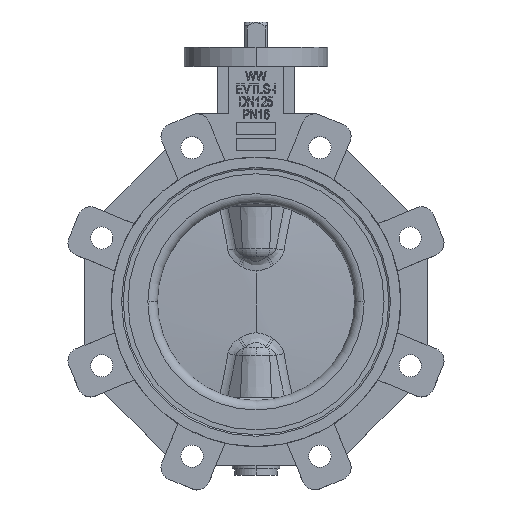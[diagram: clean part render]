
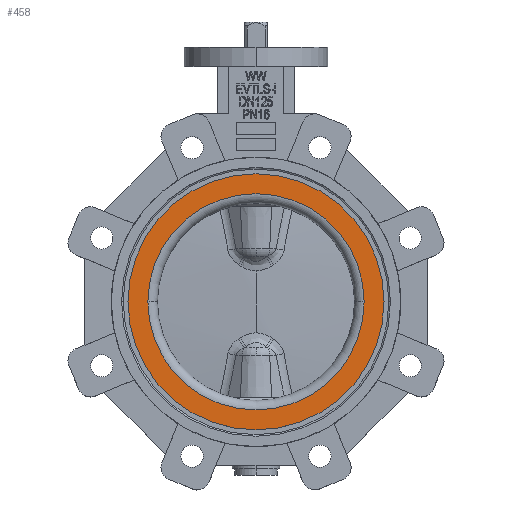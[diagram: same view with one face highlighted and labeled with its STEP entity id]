
A CAD part, top view. The second image highlights one B-rep face of the part: STEP entity #458.
In plain terms, the highlighted planar face has unit normal (0, 0, 1).
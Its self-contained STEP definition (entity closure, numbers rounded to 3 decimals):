
#458 = ADVANCED_FACE ( 'NONE', ( #13256, #18808 ), #11652, .F. ) ;
#785 = CARTESIAN_POINT ( 'NONE',  ( 0., 0., 29. ) ) ;
#1646 = VERTEX_POINT ( 'NONE', #20007 ) ;
#1811 = ORIENTED_EDGE ( 'NONE', *, *, #9855, .T. ) ;
#2114 = DIRECTION ( 'NONE',  ( 1., 0., 0. ) ) ;
#2318 = CARTESIAN_POINT ( 'NONE',  ( 80.5, 0., 29. ) ) ;
#2433 = ORIENTED_EDGE ( 'NONE', *, *, #15993, .T. ) ;
#2489 = DIRECTION ( 'NONE',  ( 0., 0., 1. ) ) ;
#2646 = CIRCLE ( 'NONE', #15153, 80.5 ) ;
#3663 = CARTESIAN_POINT ( 'NONE',  ( 0., 0., 29. ) ) ;
#3744 = ORIENTED_EDGE ( 'NONE', *, *, #12716, .F. ) ;
#3872 = DIRECTION ( 'NONE',  ( -1., 0., 0. ) ) ;
#5319 = DIRECTION ( 'NONE',  ( 1., 0., 0. ) ) ;
#5358 = EDGE_CURVE ( 'NONE', #9097, #1646, #11336, .T. ) ;
#5556 = AXIS2_PLACEMENT_3D ( 'NONE', #785, #10163, #5319 ) ;
#5563 = VERTEX_POINT ( 'NONE', #10758 ) ;
#7056 = DIRECTION ( 'NONE',  ( 1., 0., 0. ) ) ;
#7537 = EDGE_LOOP ( 'NONE', ( #12385, #3744 ) ) ;
#8961 = AXIS2_PLACEMENT_3D ( 'NONE', #9112, #13822, #18554 ) ;
#9097 = VERTEX_POINT ( 'NONE', #12163 ) ;
#9112 = CARTESIAN_POINT ( 'NONE',  ( 0., 0., 29. ) ) ;
#9855 = EDGE_CURVE ( 'NONE', #5563, #10176, #2646, .T. ) ;
#10163 = DIRECTION ( 'NONE',  ( 0., 0., 1. ) ) ;
#10176 = VERTEX_POINT ( 'NONE', #2318 ) ;
#10388 = CARTESIAN_POINT ( 'NONE',  ( 0., 0., 29. ) ) ;
#10631 = CIRCLE ( 'NONE', #19206, 68. ) ;
#10758 = CARTESIAN_POINT ( 'NONE',  ( -80.5, 0., 29. ) ) ;
#11307 = DIRECTION ( 'NONE',  ( 0., 0., 1. ) ) ;
#11336 = CIRCLE ( 'NONE', #5556, 68. ) ;
#11652 = PLANE ( 'NONE',  #16139 ) ;
#12163 = CARTESIAN_POINT ( 'NONE',  ( 68., 0., 29. ) ) ;
#12385 = ORIENTED_EDGE ( 'NONE', *, *, #5358, .F. ) ;
#12716 = EDGE_CURVE ( 'NONE', #1646, #9097, #10631, .T. ) ;
#13248 = DIRECTION ( 'NONE',  ( 0., 0., -1. ) ) ;
#13256 = FACE_BOUND ( 'NONE', #7537, .T. ) ;
#13822 = DIRECTION ( 'NONE',  ( 0., 0., 1. ) ) ;
#15153 = AXIS2_PLACEMENT_3D ( 'NONE', #10388, #2489, #7056 ) ;
#15987 = EDGE_LOOP ( 'NONE', ( #2433, #1811 ) ) ;
#15993 = EDGE_CURVE ( 'NONE', #10176, #5563, #19778, .T. ) ;
#16139 = AXIS2_PLACEMENT_3D ( 'NONE', #17980, #13248, #3872 ) ;
#17980 = CARTESIAN_POINT ( 'NONE',  ( 0., 68., 29. ) ) ;
#18554 = DIRECTION ( 'NONE',  ( 1., 0., 0. ) ) ;
#18808 = FACE_OUTER_BOUND ( 'NONE', #15987, .T. ) ;
#19206 = AXIS2_PLACEMENT_3D ( 'NONE', #3663, #11307, #2114 ) ;
#19778 = CIRCLE ( 'NONE', #8961, 80.5 ) ;
#20007 = CARTESIAN_POINT ( 'NONE',  ( -68., 0., 29. ) ) ;
